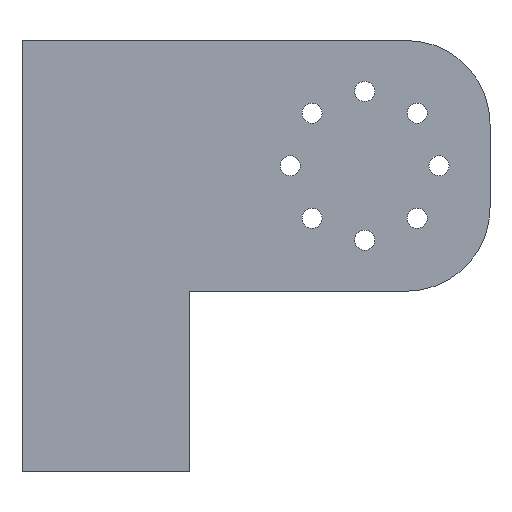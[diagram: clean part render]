
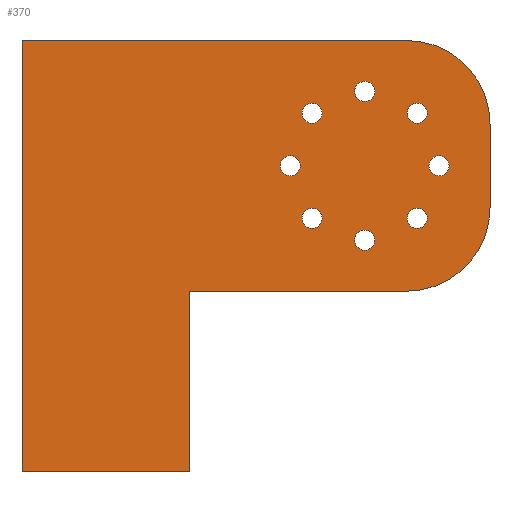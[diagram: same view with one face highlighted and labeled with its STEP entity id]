
A CAD part, left-side view. The second image highlights one B-rep face of the part: STEP entity #370.
In plain terms, the highlighted planar face has unit normal (-1, 0, 0).
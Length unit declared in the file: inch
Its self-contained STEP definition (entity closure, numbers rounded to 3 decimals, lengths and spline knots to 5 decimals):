
#23=FACE_BOUND('',#83,.T.);
#24=FACE_BOUND('',#84,.T.);
#25=FACE_BOUND('',#85,.T.);
#26=FACE_BOUND('',#86,.T.);
#27=FACE_BOUND('',#87,.T.);
#28=FACE_BOUND('',#88,.T.);
#29=FACE_BOUND('',#89,.T.);
#30=FACE_BOUND('',#90,.T.);
#38=PLANE('',#430);
#56=FACE_OUTER_BOUND('',#82,.T.);
#82=EDGE_LOOP('',(#327,#328,#329,#330,#331,#332,#333,#334));
#83=EDGE_LOOP('',(#335));
#84=EDGE_LOOP('',(#336));
#85=EDGE_LOOP('',(#337));
#86=EDGE_LOOP('',(#338));
#87=EDGE_LOOP('',(#339));
#88=EDGE_LOOP('',(#340));
#89=EDGE_LOOP('',(#341));
#90=EDGE_LOOP('',(#342));
#101=LINE('',#597,#129);
#104=LINE('',#603,#132);
#107=LINE('',#609,#135);
#110=LINE('',#615,#138);
#113=LINE('',#621,#141);
#117=LINE('',#632,#145);
#129=VECTOR('',#499,0.3937);
#132=VECTOR('',#504,0.3937);
#135=VECTOR('',#509,0.3937);
#138=VECTOR('',#514,0.3937);
#141=VECTOR('',#519,0.3937);
#145=VECTOR('',#531,0.3937);
#148=CIRCLE('',#395,0.06);
#150=CIRCLE('',#398,0.06);
#152=CIRCLE('',#401,0.06);
#154=CIRCLE('',#404,0.06);
#156=CIRCLE('',#407,0.06);
#158=CIRCLE('',#410,0.06);
#160=CIRCLE('',#413,0.06);
#162=CIRCLE('',#416,0.06);
#163=CIRCLE('',#418,0.5);
#165=CIRCLE('',#426,0.5);
#168=VERTEX_POINT('',#541);
#170=VERTEX_POINT('',#547);
#172=VERTEX_POINT('',#553);
#174=VERTEX_POINT('',#559);
#176=VERTEX_POINT('',#565);
#178=VERTEX_POINT('',#571);
#180=VERTEX_POINT('',#577);
#182=VERTEX_POINT('',#583);
#183=VERTEX_POINT('',#587);
#184=VERTEX_POINT('',#588);
#187=VERTEX_POINT('',#596);
#189=VERTEX_POINT('',#602);
#191=VERTEX_POINT('',#608);
#193=VERTEX_POINT('',#614);
#195=VERTEX_POINT('',#620);
#197=VERTEX_POINT('',#626);
#201=EDGE_CURVE('',#168,#168,#148,.T.);
#204=EDGE_CURVE('',#170,#170,#150,.T.);
#207=EDGE_CURVE('',#172,#172,#152,.T.);
#210=EDGE_CURVE('',#174,#174,#154,.T.);
#213=EDGE_CURVE('',#176,#176,#156,.T.);
#216=EDGE_CURVE('',#178,#178,#158,.T.);
#219=EDGE_CURVE('',#180,#180,#160,.T.);
#222=EDGE_CURVE('',#182,#182,#162,.T.);
#223=EDGE_CURVE('',#183,#184,#163,.T.);
#227=EDGE_CURVE('',#187,#183,#101,.T.);
#230=EDGE_CURVE('',#189,#187,#104,.T.);
#233=EDGE_CURVE('',#191,#189,#107,.T.);
#236=EDGE_CURVE('',#193,#191,#110,.T.);
#239=EDGE_CURVE('',#195,#193,#113,.T.);
#242=EDGE_CURVE('',#197,#195,#165,.T.);
#245=EDGE_CURVE('',#184,#197,#117,.T.);
#327=ORIENTED_EDGE('',*,*,#245,.F.);
#328=ORIENTED_EDGE('',*,*,#223,.F.);
#329=ORIENTED_EDGE('',*,*,#227,.F.);
#330=ORIENTED_EDGE('',*,*,#230,.F.);
#331=ORIENTED_EDGE('',*,*,#233,.F.);
#332=ORIENTED_EDGE('',*,*,#236,.F.);
#333=ORIENTED_EDGE('',*,*,#239,.F.);
#334=ORIENTED_EDGE('',*,*,#242,.F.);
#335=ORIENTED_EDGE('',*,*,#222,.F.);
#336=ORIENTED_EDGE('',*,*,#219,.F.);
#337=ORIENTED_EDGE('',*,*,#216,.F.);
#338=ORIENTED_EDGE('',*,*,#213,.F.);
#339=ORIENTED_EDGE('',*,*,#210,.F.);
#340=ORIENTED_EDGE('',*,*,#207,.F.);
#341=ORIENTED_EDGE('',*,*,#204,.F.);
#342=ORIENTED_EDGE('',*,*,#201,.F.);
#370=ADVANCED_FACE('',(#56,#23,#24,#25,#26,#27,#28,#29,#30),#38,.F.);
#395=AXIS2_PLACEMENT_3D('',#543,#438,#439);
#398=AXIS2_PLACEMENT_3D('',#549,#445,#446);
#401=AXIS2_PLACEMENT_3D('',#555,#452,#453);
#404=AXIS2_PLACEMENT_3D('',#561,#459,#460);
#407=AXIS2_PLACEMENT_3D('',#567,#466,#467);
#410=AXIS2_PLACEMENT_3D('',#573,#473,#474);
#413=AXIS2_PLACEMENT_3D('',#579,#480,#481);
#416=AXIS2_PLACEMENT_3D('',#585,#487,#488);
#418=AXIS2_PLACEMENT_3D('',#589,#491,#492);
#426=AXIS2_PLACEMENT_3D('',#627,#524,#525);
#430=AXIS2_PLACEMENT_3D('',#635,#535,#536);
#438=DIRECTION('center_axis',(-1.,0.,0.));
#439=DIRECTION('ref_axis',(0.,-1.,0.));
#445=DIRECTION('center_axis',(-1.,0.,0.));
#446=DIRECTION('ref_axis',(0.,-1.,0.));
#452=DIRECTION('center_axis',(-1.,0.,0.));
#453=DIRECTION('ref_axis',(0.,-1.,0.));
#459=DIRECTION('center_axis',(-1.,0.,0.));
#460=DIRECTION('ref_axis',(0.,-1.,0.));
#466=DIRECTION('center_axis',(-1.,0.,0.));
#467=DIRECTION('ref_axis',(0.,-1.,0.));
#473=DIRECTION('center_axis',(-1.,0.,0.));
#474=DIRECTION('ref_axis',(0.,-1.,0.));
#480=DIRECTION('center_axis',(-1.,0.,0.));
#481=DIRECTION('ref_axis',(0.,-1.,0.));
#487=DIRECTION('center_axis',(-1.,0.,0.));
#488=DIRECTION('ref_axis',(0.,-1.,0.));
#491=DIRECTION('center_axis',(1.,0.,0.));
#492=DIRECTION('ref_axis',(0.,0.,1.));
#499=DIRECTION('',(0.,-1.,0.));
#504=DIRECTION('',(0.,0.,1.));
#509=DIRECTION('',(0.,1.,0.));
#514=DIRECTION('',(0.,0.,-1.));
#519=DIRECTION('',(0.,1.,0.));
#524=DIRECTION('center_axis',(1.,0.,0.));
#525=DIRECTION('ref_axis',(0.,-1.,0.));
#531=DIRECTION('',(0.,0.,-1.));
#535=DIRECTION('center_axis',(1.,0.,0.));
#536=DIRECTION('ref_axis',(0.,0.,-1.));
#541=CARTESIAN_POINT('',(0.,0.49534,-0.18534));
#543=CARTESIAN_POINT('Origin',(0.,0.43534,-0.18534));
#547=CARTESIAN_POINT('',(0.,0.49534,-0.81466));
#549=CARTESIAN_POINT('Origin',(0.,0.43534,-0.81466));
#553=CARTESIAN_POINT('',(0.,0.81,-0.945));
#555=CARTESIAN_POINT('Origin',(0.,0.75,-0.945));
#559=CARTESIAN_POINT('',(0.,1.12466,-0.81466));
#561=CARTESIAN_POINT('Origin',(0.,1.06466,-0.81466));
#565=CARTESIAN_POINT('',(0.,1.255,-0.5));
#567=CARTESIAN_POINT('Origin',(0.,1.195,-0.5));
#571=CARTESIAN_POINT('',(0.,1.12466,-0.18534));
#573=CARTESIAN_POINT('Origin',(0.,1.06466,-0.18534));
#577=CARTESIAN_POINT('',(0.,0.81,-0.055));
#579=CARTESIAN_POINT('Origin',(0.,0.75,-0.055));
#583=CARTESIAN_POINT('',(0.,0.365,-0.5));
#585=CARTESIAN_POINT('Origin',(0.,0.305,-0.5));
#587=CARTESIAN_POINT('',(0.,0.5,0.25));
#588=CARTESIAN_POINT('',(0.,0.,-0.25));
#589=CARTESIAN_POINT('Origin',(0.,0.5,-0.25));
#596=CARTESIAN_POINT('',(0.,2.8,0.25));
#597=CARTESIAN_POINT('',(0.,2.8,0.25));
#602=CARTESIAN_POINT('',(0.,2.8,-2.329));
#603=CARTESIAN_POINT('',(0.,2.8,-2.329));
#608=CARTESIAN_POINT('',(0.,1.8,-2.329));
#609=CARTESIAN_POINT('',(0.,1.8,-2.329));
#614=CARTESIAN_POINT('',(0.,1.8,-1.25));
#615=CARTESIAN_POINT('',(0.,1.8,-1.25));
#620=CARTESIAN_POINT('',(0.,0.5,-1.25));
#621=CARTESIAN_POINT('',(0.,0.5,-1.25));
#626=CARTESIAN_POINT('',(0.,0.,-0.75));
#627=CARTESIAN_POINT('Origin',(0.,0.5,-0.75));
#632=CARTESIAN_POINT('',(0.,0.,-0.25));
#635=CARTESIAN_POINT('Origin',(0.,1.4,-1.0395));
